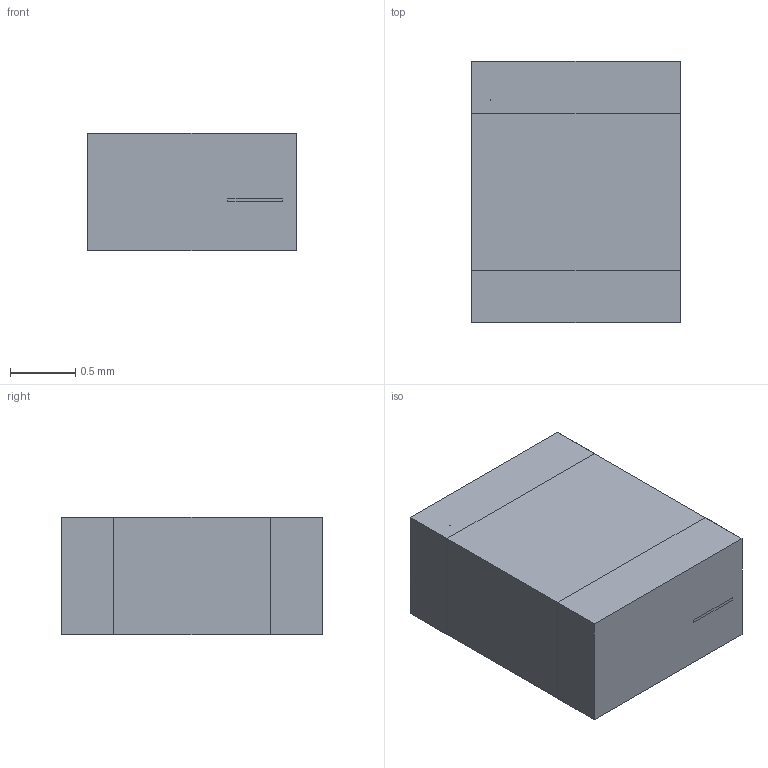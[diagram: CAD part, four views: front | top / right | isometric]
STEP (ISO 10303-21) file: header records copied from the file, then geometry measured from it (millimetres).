
FILE_DESCRIPTION((''),'2;1');
FILE_NAME('20170121_MIP2016PR47.stp','2017-09-06T19:22:44',(''),(''),'Mechanical Desktop 2011','Mechanical Desktop 2011',', , ');
FILE_SCHEMA(('CONFIG_CONTROL_DESIGN'));
Length unit declared in the file: millimetre
Products named in the file (1): Product
Bounding box: 1.6 x 2 x 0.9 mm (x, y, z)
Surface area: 32.8 mm2
Topology: 10 solids, 10 shells, 128 faces, 326 edges, 220 vertices
Faces by surface type: plane 77, cylinder 50, bspline 1
Entity records: 3963 total; most frequent: CARTESIAN_POINT 685, DIRECTION 678, ORIENTED_EDGE 642, EDGE_CURVE 321, AXIS2_PLACEMENT_3D 228, VECTOR 222, LINE 222, VERTEX_POINT 214
